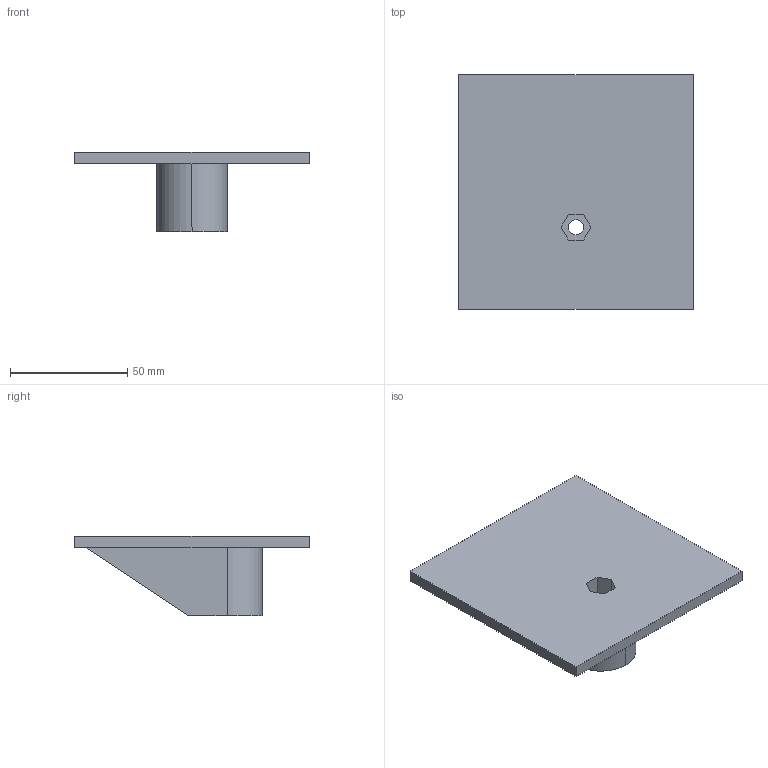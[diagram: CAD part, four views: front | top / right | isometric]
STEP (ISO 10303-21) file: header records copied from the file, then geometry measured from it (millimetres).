
FILE_DESCRIPTION(('CATIA V5 STEP Exchange'),'2;1');
FILE_NAME('Panneau Solaire.stp','2023-10-15T14:56:05+00:00',('none'),('none'),'CATIA Version 5 Release 17 (IN-10)','CATIA V5 STEP AP214','none');
FILE_SCHEMA(('AUTOMOTIVE_DESIGN { 1 0 10303 214 1 1 1 1 }'));
Length unit declared in the file: millimetre
Products named in the file (1): Panneau Solaire
Bounding box: 100 x 100 x 34 mm (x, y, z)
Volume: 91145.6 mm3; surface area: 26785.9 mm2
Topology: 1 solids, 1 shells, 21 faces, 51 edges, 34 vertices
Faces by surface type: plane 17, cylinder 4
Entity records: 626 total; most frequent: CARTESIAN_POINT 106, ORIENTED_EDGE 102, DIRECTION 91, EDGE_CURVE 51, VECTOR 43, LINE 43, VERTEX_POINT 34, AXIS2_PLACEMENT_3D 29
